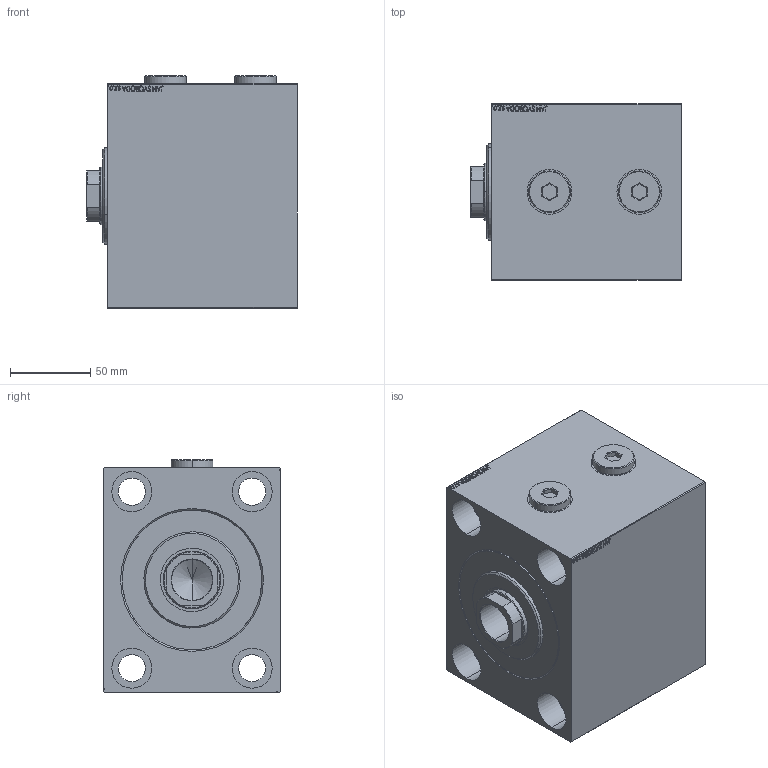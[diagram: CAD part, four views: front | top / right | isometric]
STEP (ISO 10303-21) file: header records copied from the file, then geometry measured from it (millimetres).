
FILE_DESCRIPTION (( 'STEP AP203' ), '1' );
FILE_NAME ('7cd9.STEP', '2025-10-08T11:05:26', ( '' ), ( '' ), 'SwSTEP 2.0', 'SolidWorks 2019', '' );
FILE_SCHEMA (( 'CONFIG_CONTROL_DESIGN' ));
Length unit declared in the file: millimetre
Products named in the file (5): V450CM_C_Body dfc41bb10c228e23be8fab29fe1b9877; V450CM_C_VCP dfc41bb10c228e23be8fab29fe1b9877; 7cd9; V450CM_VC_B dfc41bb10c228e23be8fab29fe1b9877; Zatka_OIL_PORT dfc41bb10c228e23be8fab29fe1b9877
Assembly tree (5 placements, depth 2):
  7cd9
    V450CM_C_Body dfc41bb10c228e23be8fab29fe1b9877
    V450CM_C_VCP dfc41bb10c228e23be8fab29fe1b9877
    V450CM_VC_B dfc41bb10c228e23be8fab29fe1b9877
    Zatka_OIL_PORT dfc41bb10c228e23be8fab29fe1b9877  x2
Bounding box: 131 x 110 x 144.9 mm (x, y, z)
Volume: 1616045.6 mm3; surface area: 179905.1 mm2
Topology: 5 solids, 5 shells, 917 faces, 2326 edges, 1537 vertices
Faces by surface type: plane 443, bspline 380, cylinder 76, cone 18
Entity records: 45149 total; most frequent: CARTESIAN_POINT 25331, ORIENTED_EDGE 4568, DIRECTION 2726, EDGE_CURVE 2284, VERTEX_POINT 1513, LINE 1350, VECTOR 1350, EDGE_LOOP 1033
